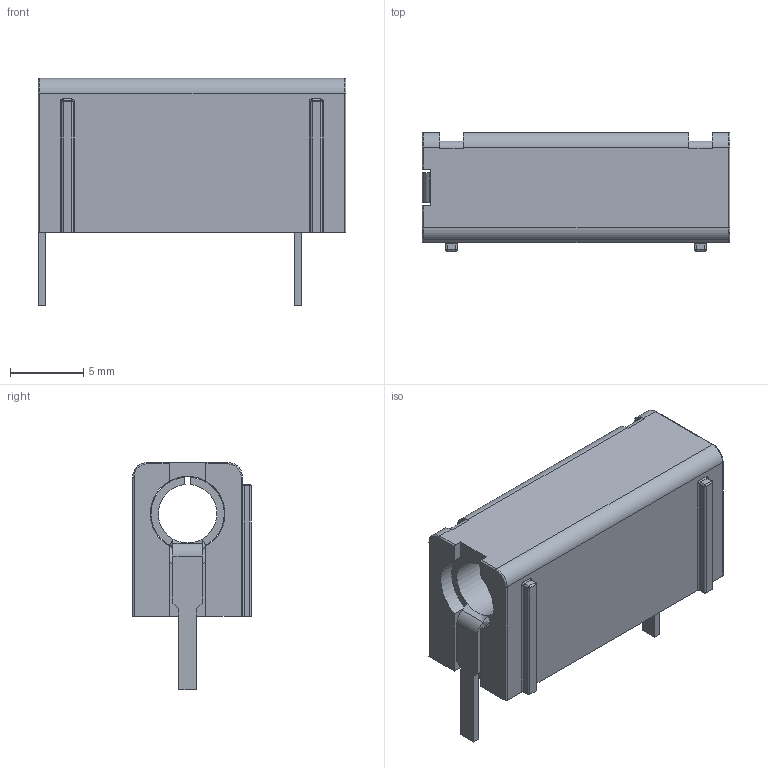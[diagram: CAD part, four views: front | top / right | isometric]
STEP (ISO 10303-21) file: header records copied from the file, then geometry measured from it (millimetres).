
FILE_DESCRIPTION (( 'STEP AP214' ), '1' );
FILE_NAME ('CEBA2830-142B-456D-A18F-2A7E5AF2FCC4.STEP', '2023-11-14T09:56:48', ( '' ), ( '' ), 'SwSTEP 2.0', 'SolidWorks 2022', '' );
FILE_SCHEMA (( 'AUTOMOTIVE_DESIGN' ));
Length unit declared in the file: millimetre
Products named in the file (1): CEBA2830-142B-456D-A18F-2A7E5AF2FCC4
Bounding box: 21 x 8.1 x 15.5 mm (x, y, z)
Volume: 1281.6 mm3; surface area: 1799.5 mm2
Topology: 2 solids, 2 shells, 115 faces, 299 edges, 182 vertices
Faces by surface type: plane 56, cylinder 37, bspline 22
Entity records: 3764 total; most frequent: CARTESIAN_POINT 977, ORIENTED_EDGE 590, DIRECTION 557, EDGE_CURVE 295, VECTOR 193, LINE 193, VERTEX_POINT 182, AXIS2_PLACEMENT_3D 182
